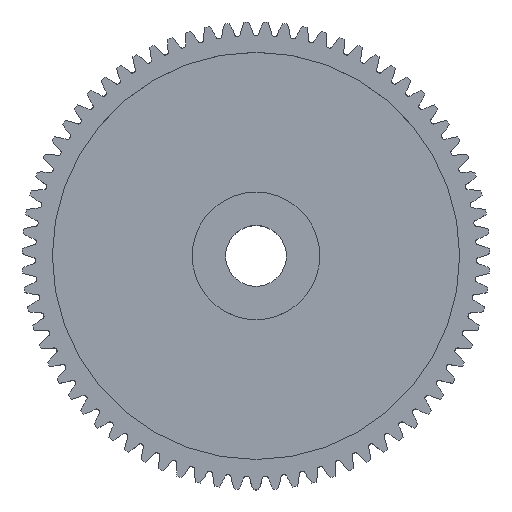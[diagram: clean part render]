
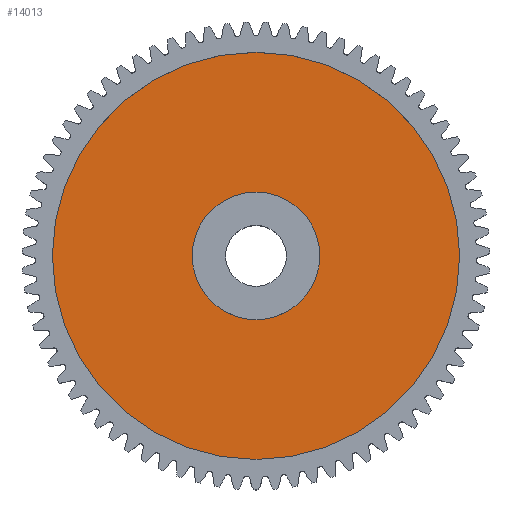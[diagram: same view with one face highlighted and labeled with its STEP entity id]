
A CAD part, top view. The second image highlights one B-rep face of the part: STEP entity #14013.
In plain terms, the highlighted planar face has unit normal (0, 0, 1).
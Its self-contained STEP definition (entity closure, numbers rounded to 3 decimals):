
#4020 = DIRECTION ( 'NONE',  ( -1., 0., 0. ) ) ;
#4274 = CARTESIAN_POINT ( 'NONE',  ( 0., 0., 6.8 ) ) ;
#5202 = DIRECTION ( 'NONE',  ( 0., 0., -1. ) ) ;
#5203 = CARTESIAN_POINT ( 'NONE',  ( 0., 0., 6.8 ) ) ;
#5204 = AXIS2_PLACEMENT_3D ( 'NONE', #5203, #5202, #4020 ) ;
#5205 = AXIS2_PLACEMENT_3D ( 'NONE', #4274, #5302, #5310 ) ;
#5206 = CIRCLE ( 'NONE', #5205, 10.5 ) ;
#5208 = PLANE ( 'NONE',  #5204 ) ;
#5302 = DIRECTION ( 'NONE',  ( 0., 0., -1. ) ) ;
#5310 = DIRECTION ( 'NONE',  ( -1., 0., 0. ) ) ;
#5511 = DIRECTION ( 'NONE',  ( -1., 0., 0. ) ) ;
#5512 = DIRECTION ( 'NONE',  ( 0., 0., -1. ) ) ;
#5513 = CARTESIAN_POINT ( 'NONE',  ( 0., 0., 6.8 ) ) ;
#5514 = AXIS2_PLACEMENT_3D ( 'NONE', #5513, #5512, #5511 ) ;
#5515 = FACE_BOUND ( 'NONE', #14008, .T. ) ;
#5518 = FACE_OUTER_BOUND ( 'NONE', #14016, .T. ) ;
#5519 = CIRCLE ( 'NONE', #5514, 33.5 ) ;
#8927 = CIRCLE ( 'NONE', #9071, 10.5 ) ;
#8928 = CARTESIAN_POINT ( 'NONE',  ( 0., 0., 6.8 ) ) ;
#8937 = CIRCLE ( 'NONE', #9074, 33.5 ) ;
#8946 = CARTESIAN_POINT ( 'NONE',  ( -33.5, 0., 6.8 ) ) ;
#9006 = CARTESIAN_POINT ( 'NONE',  ( 33.5, 0., 6.8 ) ) ;
#9007 = CARTESIAN_POINT ( 'NONE',  ( -10.5, 0., 6.8 ) ) ;
#9063 = DIRECTION ( 'NONE',  ( -1., 0., 0. ) ) ;
#9064 = DIRECTION ( 'NONE',  ( 0., 0., -1. ) ) ;
#9068 = DIRECTION ( 'NONE',  ( -1., 0., 0. ) ) ;
#9069 = DIRECTION ( 'NONE',  ( 0., 0., -1. ) ) ;
#9070 = CARTESIAN_POINT ( 'NONE',  ( 0., 0., 6.8 ) ) ;
#9071 = AXIS2_PLACEMENT_3D ( 'NONE', #9070, #9069, #9068 ) ;
#9074 = AXIS2_PLACEMENT_3D ( 'NONE', #8928, #9064, #9063 ) ;
#9274 = CARTESIAN_POINT ( 'NONE',  ( 10.5, 0., 6.8 ) ) ;
#14007 = ORIENTED_EDGE ( 'NONE', *, *, #17172, .T. ) ;
#14008 = EDGE_LOOP ( 'NONE', ( #14007, #14015 ) ) ;
#14009 = EDGE_CURVE ( 'NONE', #17160, #17155, #5519, .T. ) ;
#14010 = ORIENTED_EDGE ( 'NONE', *, *, #17174, .F. ) ;
#14013 = ADVANCED_FACE ( 'NONE', ( #5515, #5518 ), #5208, .F. ) ;
#14015 = ORIENTED_EDGE ( 'NONE', *, *, #14028, .T. ) ;
#14016 = EDGE_LOOP ( 'NONE', ( #14017, #14010 ) ) ;
#14017 = ORIENTED_EDGE ( 'NONE', *, *, #14009, .F. ) ;
#14028 = EDGE_CURVE ( 'NONE', #17217, #17154, #5206, .T. ) ;
#17154 = VERTEX_POINT ( 'NONE', #9007 ) ;
#17155 = VERTEX_POINT ( 'NONE', #9006 ) ;
#17160 = VERTEX_POINT ( 'NONE', #8946 ) ;
#17172 = EDGE_CURVE ( 'NONE', #17154, #17217, #8927, .T. ) ;
#17174 = EDGE_CURVE ( 'NONE', #17155, #17160, #8937, .T. ) ;
#17217 = VERTEX_POINT ( 'NONE', #9274 ) ;
